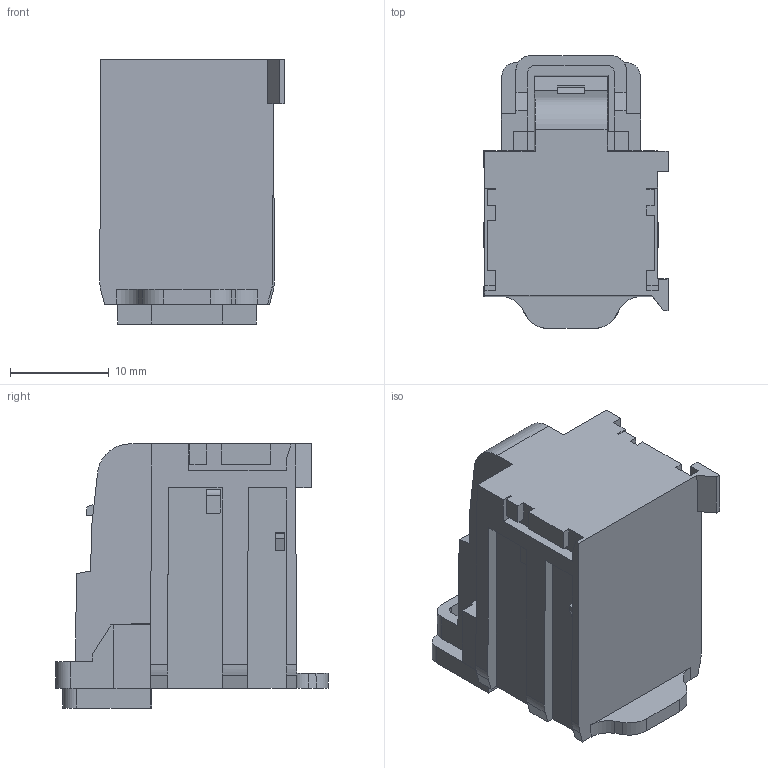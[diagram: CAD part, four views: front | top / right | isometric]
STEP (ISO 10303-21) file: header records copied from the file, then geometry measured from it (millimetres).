
FILE_DESCRIPTION(/* description */ (''),/* implementation_level */ '2;1');
FILE_NAME(/* name */ '15509366-ENV10_05-CONN.stp',/* time_stamp */ '2023-06-14T16:50:53+08:00',/* author */ (''),/* organization */ (''),/* preprocessor_version */ 'ST-DEVELOPER v16',/* originating_system */ 'SIEMENS PLM Software NX 11.0',/* authorisation */ '');
FILE_SCHEMA (('AUTOMOTIVE_DESIGN { 1 0 10303 214 3 1 1 1 }'));
Length unit declared in the file: millimetre
Products named in the file (1): 15509366-ENV10_05-CONN
Bounding box: 18.64 x 27.57 x 26.7 mm (x, y, z)
Volume: 7582.9 mm3; surface area: 3310.5 mm2
Topology: 1 solids, 1 shells, 167 faces, 473 edges, 313 vertices
Faces by surface type: plane 148, cylinder 19
Entity records: 5356 total; most frequent: CARTESIAN_POINT 957, ORIENTED_EDGE 946, DIRECTION 848, EDGE_CURVE 473, LINE 432, VECTOR 432, VERTEX_POINT 313, AXIS2_PLACEMENT_3D 208
